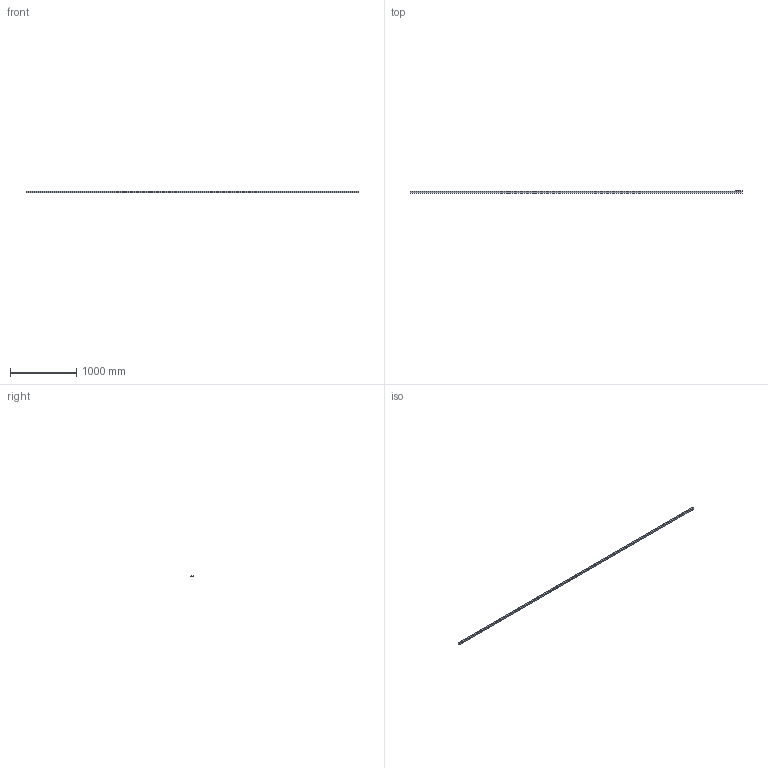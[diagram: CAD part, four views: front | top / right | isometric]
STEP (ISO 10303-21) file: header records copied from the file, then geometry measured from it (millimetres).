
FILE_DESCRIPTION (( 'STEP AP214' ), '1' );
FILE_NAME ('03902-Extrusion Aluminium 25mm Side Fin.STEP', '2018-10-02T23:24:07', ( '' ), ( '' ), 'SwSTEP 2.0', 'SolidWorks 2018', '' );
FILE_SCHEMA (( 'AUTOMOTIVE_DESIGN' ));
Length unit declared in the file: millimetre
Products named in the file (1): 03902-Extrusion Aluminium 25mm Side Fin
Bounding box: 5000 x 33.1 x 25.4 mm (x, y, z)
Volume: 581715.8 mm3; surface area: 969846.2 mm2
Topology: 1 solids, 1 shells, 275 faces, 741 edges, 494 vertices
Faces by surface type: plane 157, bspline 118
Entity records: 15413 total; most frequent: CARTESIAN_POINT 9277, ORIENTED_EDGE 1482, DIRECTION 821, EDGE_CURVE 741, LINE 505, VECTOR 505, VERTEX_POINT 494, EDGE_LOOP 303
